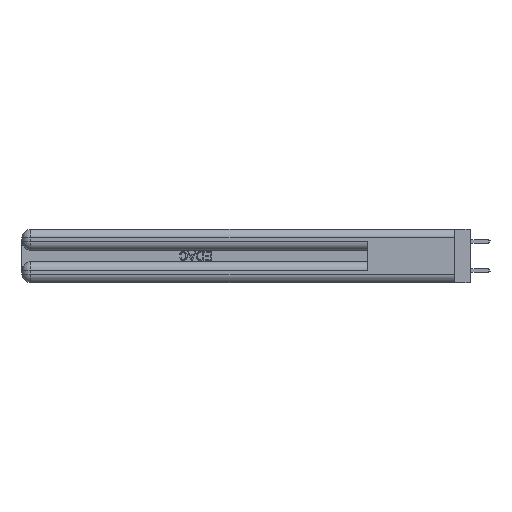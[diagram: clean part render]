
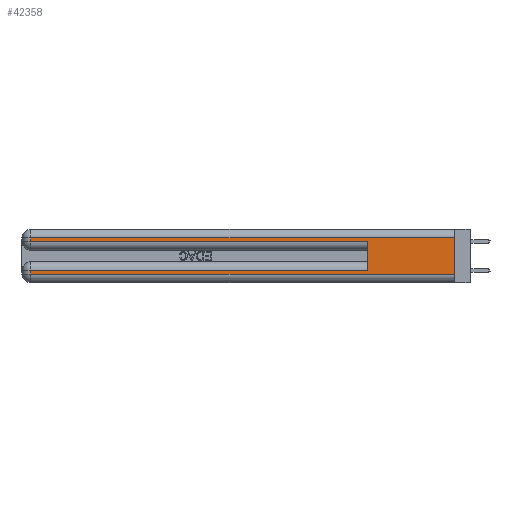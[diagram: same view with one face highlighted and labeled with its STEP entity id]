
A CAD part, left-side view. The second image highlights one B-rep face of the part: STEP entity #42358.
In plain terms, the highlighted planar face has unit normal (-1, 0, 0).
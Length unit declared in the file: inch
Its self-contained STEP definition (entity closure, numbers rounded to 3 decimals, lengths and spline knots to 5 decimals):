
#1878 = VECTOR ( 'NONE', #30221, 39.37008 ) ;
#2079 = VERTEX_POINT ( 'NONE', #23993 ) ;
#3908 = ORIENTED_EDGE ( 'NONE', *, *, #17546, .T. ) ;
#5772 = DIRECTION ( 'NONE',  ( 0., 0., -1. ) ) ;
#6402 = VERTEX_POINT ( 'NONE', #37003 ) ;
#6793 = DIRECTION ( 'NONE',  ( 0., 0., 1. ) ) ;
#7058 = EDGE_CURVE ( 'NONE', #31957, #25434, #41625, .T. ) ;
#7661 = EDGE_CURVE ( 'NONE', #25434, #2079, #39108, .T. ) ;
#8640 = CARTESIAN_POINT ( 'NONE',  ( 0., 2.94, 0.31 ) ) ;
#9367 = PLANE ( 'NONE',  #50311 ) ;
#9559 = LINE ( 'NONE', #38662, #10679 ) ;
#10675 = ORIENTED_EDGE ( 'NONE', *, *, #28825, .T. ) ;
#10679 = VECTOR ( 'NONE', #34848, 39.37008 ) ;
#11477 = FACE_OUTER_BOUND ( 'NONE', #47387, .T. ) ;
#12475 = CARTESIAN_POINT ( 'NONE',  ( 0., 0., 0.37 ) ) ;
#12927 = VECTOR ( 'NONE', #41006, 39.37008 ) ;
#13464 = CARTESIAN_POINT ( 'NONE',  ( 0., 0., 0.37 ) ) ;
#14103 = CARTESIAN_POINT ( 'NONE',  ( 0., 2.94, 0.085 ) ) ;
#14170 = CARTESIAN_POINT ( 'NONE',  ( 0., 2.94, 0.285 ) ) ;
#15620 = ORIENTED_EDGE ( 'NONE', *, *, #34843, .T. ) ;
#15733 = DIRECTION ( 'NONE',  ( 0., 0., -1. ) ) ;
#17399 = DIRECTION ( 'NONE',  ( 1., 0., 0. ) ) ;
#17546 = EDGE_CURVE ( 'NONE', #20942, #36907, #9559, .T. ) ;
#20631 = DIRECTION ( 'NONE',  ( 0., 0., -1. ) ) ;
#20942 = VERTEX_POINT ( 'NONE', #8640 ) ;
#21892 = ORIENTED_EDGE ( 'NONE', *, *, #7661, .T. ) ;
#22373 = CARTESIAN_POINT ( 'NONE',  ( 0., 0., 0.085 ) ) ;
#22553 = LINE ( 'NONE', #38278, #23775 ) ;
#23775 = VECTOR ( 'NONE', #6793, 39.37008 ) ;
#23993 = CARTESIAN_POINT ( 'NONE',  ( 0., 2.94, 0.06 ) ) ;
#24684 = VECTOR ( 'NONE', #26396, 39.37008 ) ;
#25434 = VERTEX_POINT ( 'NONE', #14103 ) ;
#25919 = CARTESIAN_POINT ( 'NONE',  ( 0., 2.94, 0.37 ) ) ;
#26364 = DIRECTION ( 'NONE',  ( 0., -1., 0. ) ) ;
#26396 = DIRECTION ( 'NONE',  ( 0., -1., 0. ) ) ;
#28370 = ORIENTED_EDGE ( 'NONE', *, *, #44250, .F. ) ;
#28825 = EDGE_CURVE ( 'NONE', #2079, #33370, #34372, .T. ) ;
#29291 = LINE ( 'NONE', #12475, #39141 ) ;
#29940 = CARTESIAN_POINT ( 'NONE',  ( 0., 0., 0.06 ) ) ;
#30221 = DIRECTION ( 'NONE',  ( 0., 1., 0. ) ) ;
#30347 = EDGE_CURVE ( 'NONE', #45654, #33370, #29291, .T. ) ;
#30489 = CARTESIAN_POINT ( 'NONE',  ( 0., 0., 0.285 ) ) ;
#31265 = LINE ( 'NONE', #48673, #12927 ) ;
#31957 = VERTEX_POINT ( 'NONE', #45411 ) ;
#32953 = VECTOR ( 'NONE', #5772, 39.37008 ) ;
#33370 = VERTEX_POINT ( 'NONE', #38233 ) ;
#34372 = LINE ( 'NONE', #29940, #50329 ) ;
#34843 = EDGE_CURVE ( 'NONE', #36907, #6402, #35072, .T. ) ;
#34848 = DIRECTION ( 'NONE',  ( 0., 0., -1. ) ) ;
#35072 = LINE ( 'NONE', #30489, #24684 ) ;
#35214 = CARTESIAN_POINT ( 'NONE',  ( 0., 0., 0.31 ) ) ;
#36907 = VERTEX_POINT ( 'NONE', #14170 ) ;
#37003 = CARTESIAN_POINT ( 'NONE',  ( 0., 0.6, 0.285 ) ) ;
#38233 = CARTESIAN_POINT ( 'NONE',  ( 0., 0., 0.06 ) ) ;
#38278 = CARTESIAN_POINT ( 'NONE',  ( 0., 0.6, 0.145 ) ) ;
#38662 = CARTESIAN_POINT ( 'NONE',  ( 0., 2.94, 0.37 ) ) ;
#39108 = LINE ( 'NONE', #25919, #32953 ) ;
#39141 = VECTOR ( 'NONE', #15733, 39.37008 ) ;
#39383 = EDGE_CURVE ( 'NONE', #45654, #20942, #31265, .T. ) ;
#41006 = DIRECTION ( 'NONE',  ( 0., 1., 0. ) ) ;
#41215 = ORIENTED_EDGE ( 'NONE', *, *, #39383, .T. ) ;
#41625 = LINE ( 'NONE', #22373, #1878 ) ;
#42358 = ADVANCED_FACE ( 'NONE', ( #11477 ), #9367, .F. ) ;
#44250 = EDGE_CURVE ( 'NONE', #31957, #6402, #22553, .T. ) ;
#45411 = CARTESIAN_POINT ( 'NONE',  ( 0., 0.6, 0.085 ) ) ;
#45654 = VERTEX_POINT ( 'NONE', #35214 ) ;
#47326 = ORIENTED_EDGE ( 'NONE', *, *, #30347, .F. ) ;
#47387 = EDGE_LOOP ( 'NONE', ( #47326, #41215, #3908, #15620, #28370, #47595, #21892, #10675 ) ) ;
#47595 = ORIENTED_EDGE ( 'NONE', *, *, #7058, .T. ) ;
#48673 = CARTESIAN_POINT ( 'NONE',  ( 0., 0., 0.31 ) ) ;
#50311 = AXIS2_PLACEMENT_3D ( 'NONE', #13464, #17399, #20631 ) ;
#50329 = VECTOR ( 'NONE', #26364, 39.37008 ) ;
